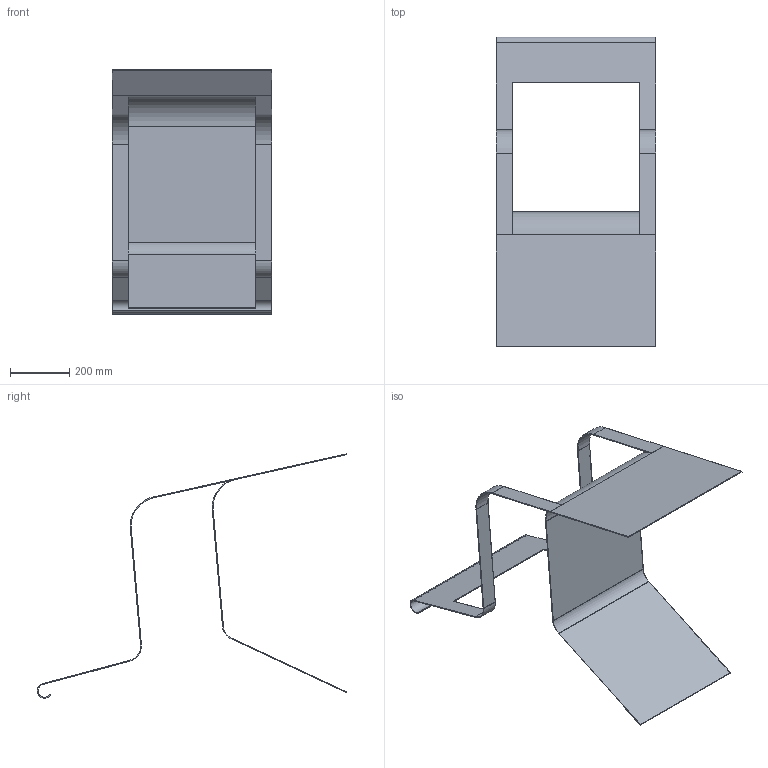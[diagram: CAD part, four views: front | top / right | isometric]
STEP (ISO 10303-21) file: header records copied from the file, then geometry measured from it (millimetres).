
FILE_DESCRIPTION(/* description */ (''),/* implementation_level */ '2;1');
FILE_NAME(/* name */ 'Silla v6.step',/* time_stamp */ '2023-08-20T19:47:35-05:00',/* author */ (''),/* organization */ (''),/* preprocessor_version */ 'ST-DEVELOPER v19.2',/* originating_system */ 'Autodesk Translation Framework v12.6.0.85',/* authorisation */ '');
FILE_SCHEMA (('AUTOMOTIVE_DESIGN { 1 0 10303 214 3 1 1 }'));
Length unit declared in the file: millimetre
Products named in the file (1): Silla
Bounding box: 540 x 1046.68 x 825.72 mm (x, y, z)
Volume: 2821020.1 mm3; surface area: 1804018 mm2
Topology: 1 solids, 1 shells, 40 faces, 118 edges, 78 vertices
Faces by surface type: plane 26, cylinder 14
Entity records: 1377 total; most frequent: CARTESIAN_POINT 237, ORIENTED_EDGE 236, DIRECTION 234, EDGE_CURVE 118, LINE 84, VECTOR 84, VERTEX_POINT 78, AXIS2_PLACEMENT_3D 75
